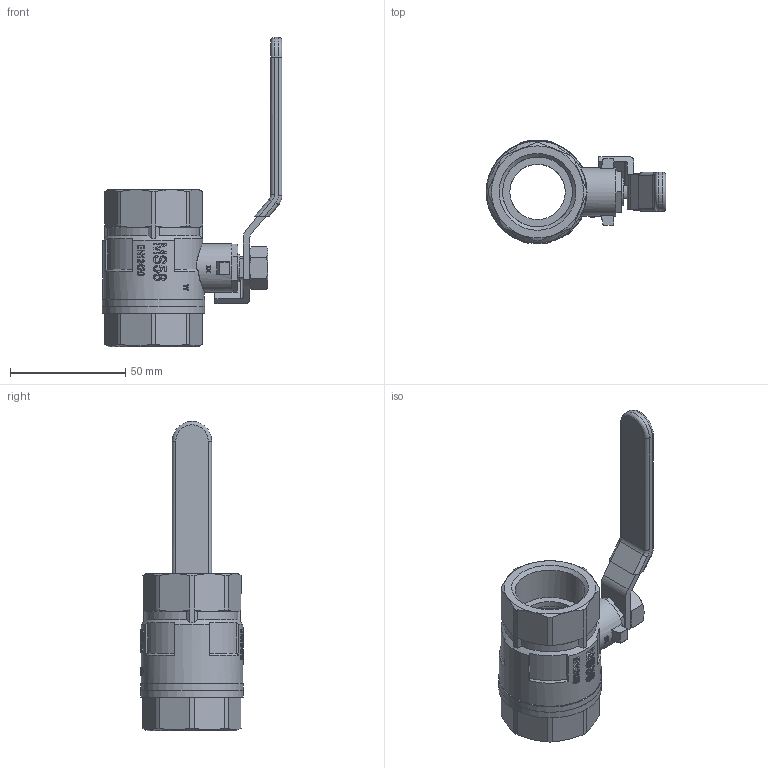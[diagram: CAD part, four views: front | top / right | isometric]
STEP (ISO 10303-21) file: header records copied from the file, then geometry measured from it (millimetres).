
FILE_DESCRIPTION(/* description */ ('Unknown','CAx-IF Rec.Pracs.---Representation and Presentation of Product Manufacturing Information (PMI)---4.0---2014-10-13','CAx-IF Rec.Pracs.---3D Tessellated Geometry---0.4---2014-09-14','2;1'),/* implementation_level */ '2;1');
FILE_NAME(/* name */ '600-06',/* time_stamp */ '2023-09-12T10:11:33+02:00',/* author */ ('Unknown'),/* organization */ ('Unknown'),/* preprocessor_version */ 'ST-DEVELOPER v18.102',/* originating_system */ 'Solid Edge',/* authorisation */ 'Unknown');
FILE_SCHEMA (('AP242_MANAGED_MODEL_BASED_3D_ENGINEERING_MIM_LF { 1 0 10303 442 1 1 4 }'));
Products named in the file (12): 600-1_; 600-1-Spindel-co_oa_0; 600-1-0-ring; 600-1-Stopfbuchse; 600-1-spindel; Stahlgriff 1; 620-1-St-Griff-u; 620-1-St-Griff; 600-1-Körper_oa_1; 600-06_Körper; 600-1-Einschraubteil_; M10_MU.1_0
Assembly tree (11 placements, depth 3):
  600-1_
    600-1-Spindel-co_oa_0
      600-1-0-ring
      600-1-Stopfbuchse
      600-1-spindel
    Stahlgriff 1
      620-1-St-Griff-u
      620-1-St-Griff
    600-1-Körper_oa_1
      600-06_Körper
      600-1-Einschraubteil_
    M10_MU.1_0
Bounding box: 77.85 x 45 x 134 mm (x, y, z)
Volume: 53886.9 mm3; surface area: 39760.1 mm2
Topology: 8 solids, 8 shells, 1258 faces, 3545 edges, 2364 vertices
Faces by surface type: plane 1074, cylinder 124, cone 42, bspline 13, torus 5
Full cylindrical faces by diameter (mm): 8.9 x1, 12 x2, 12.1 x1, 12.5 x1, 14 x1, 14.5 x1, 16 x1, 16.5 x1, 18 x1, 21 x1, 24 x2, 30 x1, 30.291 x1, 31 x2, 38.5 x1, 40 x2, 40.5 x1, 44 x1, 44.5 x2
Entity records: 55235 total; most frequent: CARTESIAN_POINT 13361, DIRECTION 7727, ORIENTED_EDGE 6986, EDGE_CURVE 3493, AXIS2_PLACEMENT_3D 3137, VERTEX_POINT 2350, ELLIPSE 1502, LINE 1453
